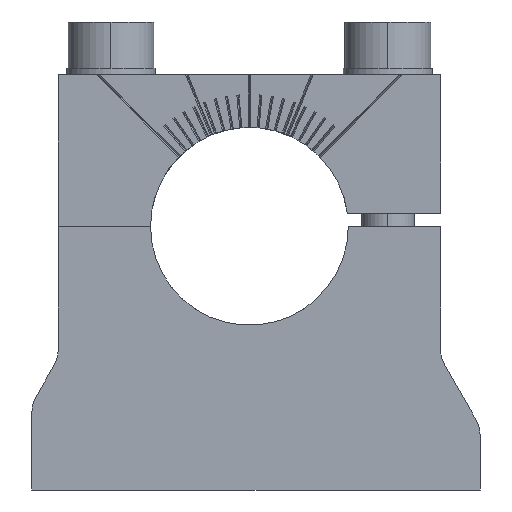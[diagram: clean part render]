
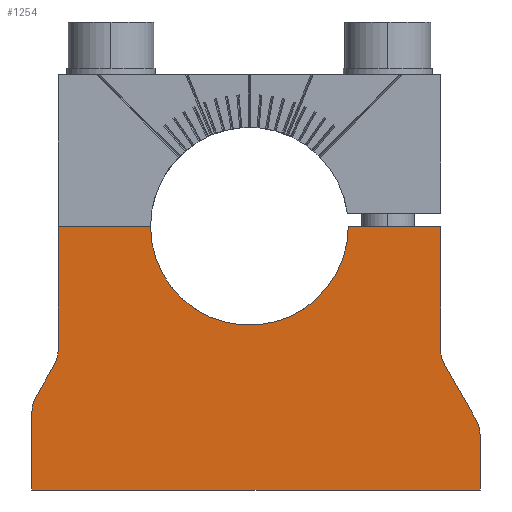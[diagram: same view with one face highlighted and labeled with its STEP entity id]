
A CAD part, front view. The second image highlights one B-rep face of the part: STEP entity #1254.
In plain terms, the highlighted planar face has unit normal (0, -1, 0).
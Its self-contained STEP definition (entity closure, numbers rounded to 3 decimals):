
#340=CARTESIAN_POINT('Axis2P3D Location',(0.,-14.,0.)) ;
#344=CARTESIAN_POINT('Vertex',(15.,-14.,0.)) ;
#346=CARTESIAN_POINT('Vertex',(-13.164,-14.,-7.191)) ;
#938=CARTESIAN_POINT('Vertex',(-15.,-14.,0.)) ;
#941=CARTESIAN_POINT('Axis2P3D Location',(0.,-14.,0.)) ;
#1095=CARTESIAN_POINT('Line Origine',(22.,-14.,0.)) ;
#1099=CARTESIAN_POINT('Vertex',(29.,-14.,0.)) ;
#1150=CARTESIAN_POINT('Axis2P3D Location',(0.,-14.,0.)) ;
#1155=CARTESIAN_POINT('Axis2P3D Location',(-28.,-14.,-28.268)) ;
#1159=CARTESIAN_POINT('Vertex',(-33.,-14.,-28.268)) ;
#1161=CARTESIAN_POINT('Vertex',(-32.33,-14.,-25.768)) ;
#1164=CARTESIAN_POINT('Line Origine',(-33.,-14.,-34.134)) ;
#1168=CARTESIAN_POINT('Vertex',(-33.,-14.,-40.)) ;
#1171=CARTESIAN_POINT('Line Origine',(1.,-14.,-40.)) ;
#1175=CARTESIAN_POINT('Vertex',(35.,-14.,-40.)) ;
#1178=CARTESIAN_POINT('Line Origine',(35.,-14.,-35.866)) ;
#1182=CARTESIAN_POINT('Vertex',(35.,-14.,-31.732)) ;
#1185=CARTESIAN_POINT('Axis2P3D Location',(30.,-14.,-31.732)) ;
#1189=CARTESIAN_POINT('Vertex',(34.33,-14.,-29.232)) ;
#1192=CARTESIAN_POINT('Line Origine',(32.,-14.,-25.196)) ;
#1196=CARTESIAN_POINT('Vertex',(29.67,-14.,-21.16)) ;
#1199=CARTESIAN_POINT('Axis2P3D Location',(34.,-14.,-18.66)) ;
#1203=CARTESIAN_POINT('Vertex',(29.,-14.,-18.66)) ;
#1206=CARTESIAN_POINT('Line Origine',(29.,-14.,-9.33)) ;
#1211=CARTESIAN_POINT('Line Origine',(-22.,-14.,0.)) ;
#1215=CARTESIAN_POINT('Vertex',(-29.,-14.,0.)) ;
#1218=CARTESIAN_POINT('Line Origine',(-29.,-14.,-9.33)) ;
#1222=CARTESIAN_POINT('Vertex',(-29.,-14.,-18.66)) ;
#1225=CARTESIAN_POINT('Axis2P3D Location',(-34.,-14.,-18.66)) ;
#1229=CARTESIAN_POINT('Vertex',(-29.67,-14.,-21.16)) ;
#1232=CARTESIAN_POINT('Line Origine',(-31.,-14.,-23.464)) ;
#341=DIRECTION('Axis2P3D Direction',(0.,-1.,0.)) ;
#942=DIRECTION('Axis2P3D Direction',(0.,-1.,0.)) ;
#1096=DIRECTION('Vector Direction',(-1.,0.,0.)) ;
#1151=DIRECTION('Axis2P3D Direction',(0.,1.,-0.)) ;
#1152=DIRECTION('Axis2P3D XDirection',(-1.,0.,0.)) ;
#1156=DIRECTION('Axis2P3D Direction',(0.,1.,-0.)) ;
#1165=DIRECTION('Vector Direction',(0.,0.,-1.)) ;
#1172=DIRECTION('Vector Direction',(1.,0.,0.)) ;
#1179=DIRECTION('Vector Direction',(0.,0.,-1.)) ;
#1186=DIRECTION('Axis2P3D Direction',(0.,1.,-0.)) ;
#1193=DIRECTION('Vector Direction',(0.5,0.,-0.866)) ;
#1200=DIRECTION('Axis2P3D Direction',(0.,1.,-0.)) ;
#1207=DIRECTION('Vector Direction',(0.,0.,-1.)) ;
#1212=DIRECTION('Vector Direction',(-1.,0.,0.)) ;
#1219=DIRECTION('Vector Direction',(0.,0.,-1.)) ;
#1226=DIRECTION('Axis2P3D Direction',(0.,1.,-0.)) ;
#1233=DIRECTION('Vector Direction',(-0.5,0.,-0.866)) ;
#342=AXIS2_PLACEMENT_3D('Circle Axis2P3D',#340,#341,$) ;
#943=AXIS2_PLACEMENT_3D('Circle Axis2P3D',#941,#942,$) ;
#1153=AXIS2_PLACEMENT_3D('Plane Axis2P3D',#1150,#1151,#1152) ;
#1157=AXIS2_PLACEMENT_3D('Circle Axis2P3D',#1155,#1156,$) ;
#1187=AXIS2_PLACEMENT_3D('Circle Axis2P3D',#1185,#1186,$) ;
#1201=AXIS2_PLACEMENT_3D('Circle Axis2P3D',#1199,#1200,$) ;
#1227=AXIS2_PLACEMENT_3D('Circle Axis2P3D',#1225,#1226,$) ;
#1238=ORIENTED_EDGE('',*,*,#1163,.F.) ;
#1239=ORIENTED_EDGE('',*,*,#1170,.F.) ;
#1240=ORIENTED_EDGE('',*,*,#1177,.F.) ;
#1241=ORIENTED_EDGE('',*,*,#1184,.F.) ;
#1242=ORIENTED_EDGE('',*,*,#1191,.F.) ;
#1243=ORIENTED_EDGE('',*,*,#1198,.F.) ;
#1244=ORIENTED_EDGE('',*,*,#1205,.T.) ;
#1245=ORIENTED_EDGE('',*,*,#1210,.F.) ;
#1246=ORIENTED_EDGE('',*,*,#1101,.F.) ;
#1247=ORIENTED_EDGE('',*,*,#348,.T.) ;
#1248=ORIENTED_EDGE('',*,*,#945,.T.) ;
#1249=ORIENTED_EDGE('',*,*,#1217,.F.) ;
#1250=ORIENTED_EDGE('',*,*,#1224,.F.) ;
#1251=ORIENTED_EDGE('',*,*,#1231,.T.) ;
#1252=ORIENTED_EDGE('',*,*,#1236,.F.) ;
#1097=VECTOR('Line Direction',#1096,1.) ;
#1166=VECTOR('Line Direction',#1165,1.) ;
#1173=VECTOR('Line Direction',#1172,1.) ;
#1180=VECTOR('Line Direction',#1179,1.) ;
#1194=VECTOR('Line Direction',#1193,1.) ;
#1208=VECTOR('Line Direction',#1207,1.) ;
#1213=VECTOR('Line Direction',#1212,1.) ;
#1220=VECTOR('Line Direction',#1219,1.) ;
#1234=VECTOR('Line Direction',#1233,1.) ;
#1254=ADVANCED_FACE('PartBody',(#1253),#1154,.F.) ;
#343=CIRCLE('generated circle',#342,15.) ;
#944=CIRCLE('generated circle',#943,15.) ;
#1158=CIRCLE('generated circle',#1157,5.) ;
#1188=CIRCLE('generated circle',#1187,5.) ;
#1202=CIRCLE('generated circle',#1201,5.) ;
#1228=CIRCLE('generated circle',#1227,5.) ;
#348=EDGE_CURVE('',#345,#347,#343,.F.) ;
#945=EDGE_CURVE('',#347,#939,#944,.F.) ;
#1101=EDGE_CURVE('',#345,#1100,#1098,.F.) ;
#1163=EDGE_CURVE('',#1160,#1162,#1158,.T.) ;
#1170=EDGE_CURVE('',#1169,#1160,#1167,.F.) ;
#1177=EDGE_CURVE('',#1176,#1169,#1174,.F.) ;
#1184=EDGE_CURVE('',#1183,#1176,#1181,.T.) ;
#1191=EDGE_CURVE('',#1190,#1183,#1188,.T.) ;
#1198=EDGE_CURVE('',#1197,#1190,#1195,.T.) ;
#1205=EDGE_CURVE('',#1197,#1204,#1202,.T.) ;
#1210=EDGE_CURVE('',#1100,#1204,#1209,.T.) ;
#1217=EDGE_CURVE('',#1216,#939,#1214,.F.) ;
#1224=EDGE_CURVE('',#1223,#1216,#1221,.F.) ;
#1231=EDGE_CURVE('',#1223,#1230,#1228,.T.) ;
#1236=EDGE_CURVE('',#1162,#1230,#1235,.F.) ;
#1237=EDGE_LOOP('',(#1238,#1239,#1240,#1241,#1242,#1243,#1244,#1245,#1246,#1247,#1248,#1249,#1250,#1251,#1252)) ;
#1253=FACE_OUTER_BOUND('',#1237,.T.) ;
#1098=LINE('Line',#1095,#1097) ;
#1167=LINE('Line',#1164,#1166) ;
#1174=LINE('Line',#1171,#1173) ;
#1181=LINE('Line',#1178,#1180) ;
#1195=LINE('Line',#1192,#1194) ;
#1209=LINE('Line',#1206,#1208) ;
#1214=LINE('Line',#1211,#1213) ;
#1221=LINE('Line',#1218,#1220) ;
#1235=LINE('Line',#1232,#1234) ;
#1154=PLANE('',#1153) ;
#345=VERTEX_POINT('',#344) ;
#347=VERTEX_POINT('',#346) ;
#939=VERTEX_POINT('',#938) ;
#1100=VERTEX_POINT('',#1099) ;
#1160=VERTEX_POINT('',#1159) ;
#1162=VERTEX_POINT('',#1161) ;
#1169=VERTEX_POINT('',#1168) ;
#1176=VERTEX_POINT('',#1175) ;
#1183=VERTEX_POINT('',#1182) ;
#1190=VERTEX_POINT('',#1189) ;
#1197=VERTEX_POINT('',#1196) ;
#1204=VERTEX_POINT('',#1203) ;
#1216=VERTEX_POINT('',#1215) ;
#1223=VERTEX_POINT('',#1222) ;
#1230=VERTEX_POINT('',#1229) ;
